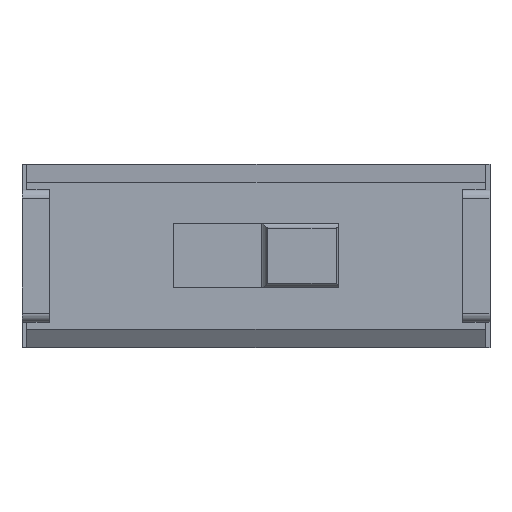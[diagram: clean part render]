
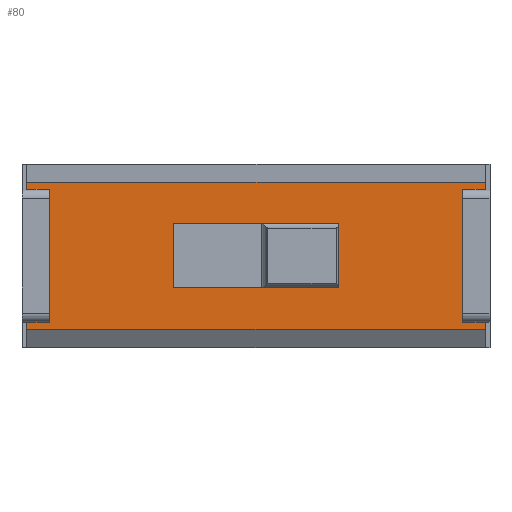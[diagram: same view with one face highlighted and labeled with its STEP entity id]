
A CAD part, top view. The second image highlights one B-rep face of the part: STEP entity #80.
In plain terms, the highlighted planar face has unit normal (0, 0, 1).
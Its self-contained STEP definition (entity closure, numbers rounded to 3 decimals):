
#80=ADVANCED_FACE('',(#247,#248),#249,.F.);
#247=FACE_OUTER_BOUND('',#520,.T.);
#248=FACE_BOUND('',#521,.T.);
#249=PLANE('',#522);
#520=EDGE_LOOP('',(#966,#967,#968,#969,#970,#971,#972,#973,#974,#975,#976,#977));
#521=EDGE_LOOP('',(#978,#979,#980,#981));
#522=AXIS2_PLACEMENT_3D('',#982,#983,#984);
#966=ORIENTED_EDGE('',*,*,#1865,.F.);
#967=ORIENTED_EDGE('',*,*,#1866,.F.);
#968=ORIENTED_EDGE('',*,*,#1867,.F.);
#969=ORIENTED_EDGE('',*,*,#1868,.T.);
#970=ORIENTED_EDGE('',*,*,#1869,.T.);
#971=ORIENTED_EDGE('',*,*,#1870,.T.);
#972=ORIENTED_EDGE('',*,*,#1871,.T.);
#973=ORIENTED_EDGE('',*,*,#1872,.F.);
#974=ORIENTED_EDGE('',*,*,#1873,.T.);
#975=ORIENTED_EDGE('',*,*,#1874,.F.);
#976=ORIENTED_EDGE('',*,*,#1875,.F.);
#977=ORIENTED_EDGE('',*,*,#1876,.T.);
#978=ORIENTED_EDGE('',*,*,#1863,.F.);
#979=ORIENTED_EDGE('',*,*,#1864,.F.);
#980=ORIENTED_EDGE('',*,*,#1859,.F.);
#981=ORIENTED_EDGE('',*,*,#1861,.F.);
#982=CARTESIAN_POINT('',(5.0,0.,3.1));
#983=DIRECTION('',(0.,0.,-1.0));
#984=DIRECTION('',(0.0,-1.0,0.));
#1859=EDGE_CURVE('',#2257,#2255,#2259,.T.);
#1861=EDGE_CURVE('',#2260,#2257,#2262,.T.);
#1863=EDGE_CURVE('',#2263,#2260,#2265,.T.);
#1864=EDGE_CURVE('',#2255,#2263,#2266,.T.);
#1865=EDGE_CURVE('',#2267,#2268,#2269,.T.);
#1866=EDGE_CURVE('',#2270,#2267,#2271,.T.);
#1867=EDGE_CURVE('',#2272,#2270,#2273,.T.);
#1868=EDGE_CURVE('',#2272,#2274,#2275,.T.);
#1869=EDGE_CURVE('',#2274,#2276,#2277,.T.);
#1870=EDGE_CURVE('',#2276,#2278,#2279,.T.);
#1871=EDGE_CURVE('',#2278,#2280,#2281,.T.);
#1872=EDGE_CURVE('',#2282,#2280,#2283,.T.);
#1873=EDGE_CURVE('',#2282,#2284,#2285,.T.);
#1874=EDGE_CURVE('',#2286,#2284,#2287,.T.);
#1875=EDGE_CURVE('',#2288,#2286,#2289,.T.);
#1876=EDGE_CURVE('',#2288,#2268,#2290,.T.);
#2255=VERTEX_POINT('',#2851);
#2257=VERTEX_POINT('',#2854);
#2259=LINE('',#2857,#2858);
#2260=VERTEX_POINT('',#2859);
#2262=LINE('',#2862,#2863);
#2263=VERTEX_POINT('',#2864);
#2265=LINE('',#2867,#2868);
#2266=LINE('',#2869,#2870);
#2267=VERTEX_POINT('',#2871);
#2268=VERTEX_POINT('',#2872);
#2269=LINE('',#2873,#2874);
#2270=VERTEX_POINT('',#2875);
#2271=LINE('',#2876,#2877);
#2272=VERTEX_POINT('',#2878);
#2273=LINE('',#2879,#2880);
#2274=VERTEX_POINT('',#2881);
#2275=LINE('',#2882,#2883);
#2276=VERTEX_POINT('',#2884);
#2277=LINE('',#2885,#2886);
#2278=VERTEX_POINT('',#2887);
#2279=LINE('',#2888,#2889);
#2280=VERTEX_POINT('',#2890);
#2281=LINE('',#2891,#2892);
#2282=VERTEX_POINT('',#2893);
#2283=LINE('',#2894,#2895);
#2284=VERTEX_POINT('',#2896);
#2285=LINE('',#2897,#2898);
#2286=VERTEX_POINT('',#2899);
#2287=LINE('',#2900,#2901);
#2288=VERTEX_POINT('',#2902);
#2289=LINE('',#2903,#2904);
#2290=LINE('',#2905,#2906);
#2851=CARTESIAN_POINT('',(1.8,-0.7,3.1));
#2854=CARTESIAN_POINT('',(-1.8,-0.7,3.1));
#2857=CARTESIAN_POINT('',(5.,-0.7,3.1));
#2858=VECTOR('',#3573,1000.0);
#2859=CARTESIAN_POINT('',(-1.8,0.7,3.1));
#2862=CARTESIAN_POINT('',(-1.8,0.,3.1));
#2863=VECTOR('',#3575,1000.0);
#2864=CARTESIAN_POINT('',(1.8,0.7,3.1));
#2867=CARTESIAN_POINT('',(5.,0.7,3.1));
#2868=VECTOR('',#3577,1000.0);
#2869=CARTESIAN_POINT('',(1.8,0.,3.1));
#2870=VECTOR('',#3578,1000.0);
#2871=CARTESIAN_POINT('',(4.5,1.45,3.1));
#2872=CARTESIAN_POINT('',(4.5,-1.45,3.1));
#2873=CARTESIAN_POINT('',(4.5,1.45,3.1));
#2874=VECTOR('',#3579,1000.0);
#2875=CARTESIAN_POINT('',(5.,1.45,3.1));
#2876=CARTESIAN_POINT('',(5.341,1.45,3.1));
#2877=VECTOR('',#3580,1000.0);
#2878=CARTESIAN_POINT('',(5.,1.6,3.1));
#2879=CARTESIAN_POINT('',(5.0,0.,3.1));
#2880=VECTOR('',#3581,1000.0);
#2881=CARTESIAN_POINT('',(-5.,1.6,3.1));
#2882=CARTESIAN_POINT('',(5.,1.6,3.1));
#2883=VECTOR('',#3582,1000.0);
#2884=CARTESIAN_POINT('',(-5.,1.45,3.1));
#2885=CARTESIAN_POINT('',(-5.0,0.,3.1));
#2886=VECTOR('',#3583,1000.0);
#2887=CARTESIAN_POINT('',(-4.5,1.45,3.1));
#2888=CARTESIAN_POINT('',(-5.341,1.45,3.1));
#2889=VECTOR('',#3584,1000.0);
#2890=CARTESIAN_POINT('',(-4.5,-1.45,3.1));
#2891=CARTESIAN_POINT('',(-4.5,1.45,3.1));
#2892=VECTOR('',#3585,1000.0);
#2893=CARTESIAN_POINT('',(-5.,-1.45,3.1));
#2894=CARTESIAN_POINT('',(-5.341,-1.45,3.1));
#2895=VECTOR('',#3586,1000.0);
#2896=CARTESIAN_POINT('',(-5.,-1.6,3.1));
#2897=CARTESIAN_POINT('',(-5.0,0.,3.1));
#2898=VECTOR('',#3587,1000.0);
#2899=CARTESIAN_POINT('',(5.,-1.6,3.1));
#2900=CARTESIAN_POINT('',(5.,-1.6,3.1));
#2901=VECTOR('',#3588,1000.0);
#2902=CARTESIAN_POINT('',(5.,-1.45,3.1));
#2903=CARTESIAN_POINT('',(5.0,0.,3.1));
#2904=VECTOR('',#3589,1000.0);
#2905=CARTESIAN_POINT('',(5.341,-1.45,3.1));
#2906=VECTOR('',#3590,1000.0);
#3573=DIRECTION('',(1.0,0.,0.));
#3575=DIRECTION('',(0.,-1.0,0.));
#3577=DIRECTION('',(-1.0,0.,0.));
#3578=DIRECTION('',(0.,1.0,0.));
#3579=DIRECTION('',(0.,-1.0,0.));
#3580=DIRECTION('',(-1.0,0.,0.));
#3581=DIRECTION('',(0.,-1.0,0.));
#3582=DIRECTION('',(-1.0,0.,0.));
#3583=DIRECTION('',(0.,-1.0,0.));
#3584=DIRECTION('',(1.0,0.,0.));
#3585=DIRECTION('',(0.,-1.0,0.));
#3586=DIRECTION('',(1.0,0.,0.));
#3587=DIRECTION('',(0.,-1.0,0.));
#3588=DIRECTION('',(-1.0,0.,0.));
#3589=DIRECTION('',(0.,-1.0,0.));
#3590=DIRECTION('',(-1.0,0.,0.));
